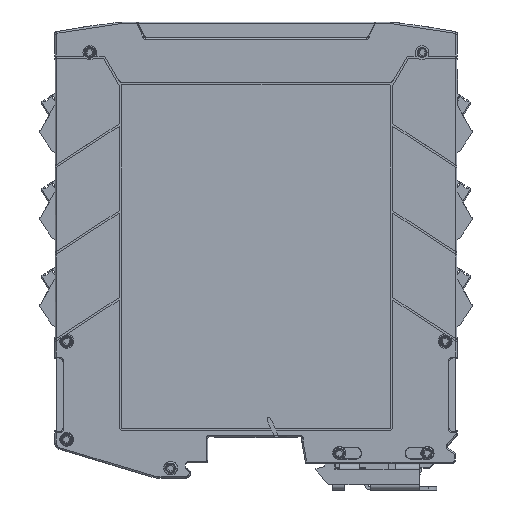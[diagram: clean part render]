
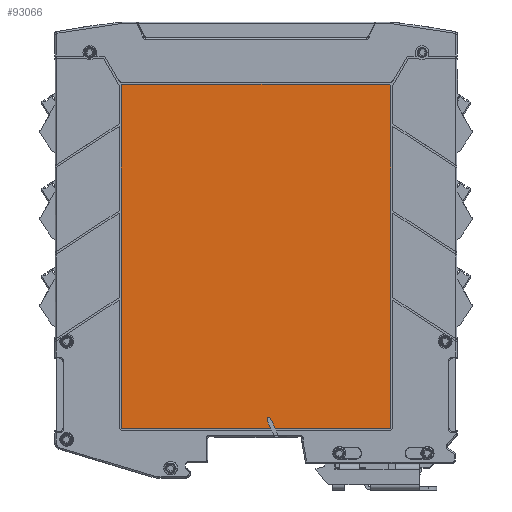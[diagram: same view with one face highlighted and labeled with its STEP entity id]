
A CAD part, left-side view. The second image highlights one B-rep face of the part: STEP entity #93066.
In plain terms, the highlighted planar face has unit normal (-1, 0, 0).
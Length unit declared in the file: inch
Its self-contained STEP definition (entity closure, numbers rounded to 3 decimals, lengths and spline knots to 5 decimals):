
#787 = AXIS2_PLACEMENT_3D ( 'NONE', #52438, #85245, #77194 ) ;
#2456 = LINE ( 'NONE', #34159, #75007 ) ;
#8654 = LINE ( 'NONE', #81217, #89632 ) ;
#8978 = PLANE ( 'NONE',  #51232 ) ;
#9507 = ORIENTED_EDGE ( 'NONE', *, *, #26620, .F. ) ;
#9676 = DIRECTION ( 'NONE',  ( 0., 0., -1. ) ) ;
#9813 = EDGE_CURVE ( 'NONE', #38143, #52635, #96522, .T. ) ;
#11039 = DIRECTION ( 'NONE',  ( 0., 1., 0. ) ) ;
#11839 = VERTEX_POINT ( 'NONE', #86773 ) ;
#12723 = CARTESIAN_POINT ( 'NONE',  ( -0.24803, -0.11331, -3.90598 ) ) ;
#13045 = AXIS2_PLACEMENT_3D ( 'NONE', #46094, #78921, #53612 ) ;
#13956 = CARTESIAN_POINT ( 'NONE',  ( -0.24803, -0.13165, -3.8981 ) ) ;
#14547 = DIRECTION ( 'NONE',  ( 0., 0., -1. ) ) ;
#14741 = AXIS2_PLACEMENT_3D ( 'NONE', #26677, #98350, #57506 ) ;
#14846 = CARTESIAN_POINT ( 'NONE',  ( -0.24803, -1.3189, -4.00394 ) ) ;
#17443 = CARTESIAN_POINT ( 'NONE',  ( -0.24803, -0.14672, -4.00394 ) ) ;
#17615 = CARTESIAN_POINT ( 'NONE',  ( -0.24803, 1.29921, -3.98425 ) ) ;
#17649 = CARTESIAN_POINT ( 'NONE',  ( -0.24803, -1.3189, -3.98425 ) ) ;
#18574 = AXIS2_PLACEMENT_3D ( 'NONE', #17615, #56388, #75172 ) ;
#18607 = ORIENTED_EDGE ( 'NONE', *, *, #20537, .F. ) ;
#18948 = CARTESIAN_POINT ( 'NONE',  ( -0.24803, -1.3189, -0.66142 ) ) ;
#19627 = CIRCLE ( 'NONE', #787, 0.02362 ) ;
#20537 = EDGE_CURVE ( 'NONE', #98342, #38143, #19627, .T. ) ;
#21855 = CARTESIAN_POINT ( 'NONE',  ( -0.24803, 1.3189, -3.98425 ) ) ;
#21941 = VERTEX_POINT ( 'NONE', #88587 ) ;
#22598 = CARTESIAN_POINT ( 'NONE',  ( -0.24803, 0.69245, -4.3841 ) ) ;
#22909 = CARTESIAN_POINT ( 'NONE',  ( -0.24803, -1.29921, -4.00394 ) ) ;
#24153 = CIRCLE ( 'NONE', #51362, 0.01969 ) ;
#26175 = ORIENTED_EDGE ( 'NONE', *, *, #86157, .T. ) ;
#26620 = EDGE_CURVE ( 'NONE', #43045, #79683, #2456, .T. ) ;
#26677 = CARTESIAN_POINT ( 'NONE',  ( -0.24803, 0.69245, -4.3841 ) ) ;
#28125 = AXIS2_PLACEMENT_3D ( 'NONE', #22598, #62941, #14547 ) ;
#28505 = CIRCLE ( 'NONE', #13045, 0.00787 ) ;
#28636 = EDGE_CURVE ( 'NONE', #21941, #91053, #78772, .T. ) ;
#29751 = EDGE_CURVE ( 'NONE', #102477, #49129, #95659, .T. ) ;
#34156 = EDGE_CURVE ( 'NONE', #49129, #11839, #99403, .T. ) ;
#34159 = CARTESIAN_POINT ( 'NONE',  ( -0.24803, 1.3189, -4.00394 ) ) ;
#35183 = DIRECTION ( 'NONE',  ( 0., 0., 1. ) ) ;
#35444 = VERTEX_POINT ( 'NONE', #17443 ) ;
#35757 = CIRCLE ( 'NONE', #106398, 0.02362 ) ;
#36158 = ORIENTED_EDGE ( 'NONE', *, *, #59917, .F. ) ;
#38143 = VERTEX_POINT ( 'NONE', #18948 ) ;
#39648 = DIRECTION ( 'NONE',  ( 1., 0., 0. ) ) ;
#40433 = CARTESIAN_POINT ( 'NONE',  ( -0.24803, -0.11331, -3.93747 ) ) ;
#42672 = VERTEX_POINT ( 'NONE', #13956 ) ;
#43045 = VERTEX_POINT ( 'NONE', #22909 ) ;
#43118 = ORIENTED_EDGE ( 'NONE', *, *, #48304, .T. ) ;
#44078 = EDGE_CURVE ( 'NONE', #35444, #21941, #45518, .T. ) ;
#45518 = LINE ( 'NONE', #76757, #95045 ) ;
#45958 = ORIENTED_EDGE ( 'NONE', *, *, #104291, .F. ) ;
#46094 = CARTESIAN_POINT ( 'NONE',  ( -0.24803, -0.13165, -3.90598 ) ) ;
#47061 = VERTEX_POINT ( 'NONE', #90782 ) ;
#48304 = EDGE_CURVE ( 'NONE', #42672, #47061, #28505, .T. ) ;
#48398 = ORIENTED_EDGE ( 'NONE', *, *, #72507, .F. ) ;
#49129 = VERTEX_POINT ( 'NONE', #12723 ) ;
#49819 = FACE_OUTER_BOUND ( 'NONE', #79956, .T. ) ;
#50860 = DIRECTION ( 'NONE',  ( 1., 0., 0. ) ) ;
#51232 = AXIS2_PLACEMENT_3D ( 'NONE', #74552, #50860, #52436 ) ;
#51362 = AXIS2_PLACEMENT_3D ( 'NONE', #68226, #83297, #9676 ) ;
#51855 = EDGE_CURVE ( 'NONE', #11839, #42672, #63568, .T. ) ;
#51870 = LINE ( 'NONE', #87733, #53214 ) ;
#52436 = DIRECTION ( 'NONE',  ( 0., 0., -1. ) ) ;
#52438 = CARTESIAN_POINT ( 'NONE',  ( -0.24803, -1.29528, -0.66142 ) ) ;
#52635 = VERTEX_POINT ( 'NONE', #17649 ) ;
#53048 = AXIS2_PLACEMENT_3D ( 'NONE', #81074, #39648, #71433 ) ;
#53214 = VECTOR ( 'NONE', #78636, 39.37008 ) ;
#53612 = DIRECTION ( 'NONE',  ( 0., 0., 1. ) ) ;
#55241 = EDGE_CURVE ( 'NONE', #92324, #98342, #51870, .T. ) ;
#56388 = DIRECTION ( 'NONE',  ( 1., 0., 0. ) ) ;
#57506 = DIRECTION ( 'NONE',  ( 0., 0., -1. ) ) ;
#57710 = CARTESIAN_POINT ( 'NONE',  ( -0.24803, 1.3189, -0.66142 ) ) ;
#58076 = DIRECTION ( 'NONE',  ( 0., 0., 1. ) ) ;
#59401 = CARTESIAN_POINT ( 'NONE',  ( -0.24803, 1.29528, -0.6378 ) ) ;
#59917 = EDGE_CURVE ( 'NONE', #91053, #78914, #8654, .T. ) ;
#62941 = DIRECTION ( 'NONE',  ( 1., 0., 0. ) ) ;
#63568 = LINE ( 'NONE', #70041, #87388 ) ;
#67970 = CIRCLE ( 'NONE', #14741, 0.92126 ) ;
#68226 = CARTESIAN_POINT ( 'NONE',  ( -0.24803, -1.29921, -3.98425 ) ) ;
#68485 = ORIENTED_EDGE ( 'NONE', *, *, #44078, .F. ) ;
#69737 = ORIENTED_EDGE ( 'NONE', *, *, #51855, .T. ) ;
#70041 = CARTESIAN_POINT ( 'NONE',  ( -0.24803, -0.11331, -3.8981 ) ) ;
#71433 = DIRECTION ( 'NONE',  ( 0., 0., 1. ) ) ;
#72507 = EDGE_CURVE ( 'NONE', #78914, #92324, #35757, .T. ) ;
#74521 = CIRCLE ( 'NONE', #28125, 0.96063 ) ;
#74552 = CARTESIAN_POINT ( 'NONE',  ( -0.24803, 0., -3.14961 ) ) ;
#75007 = VECTOR ( 'NONE', #11039, 39.37008 ) ;
#75172 = DIRECTION ( 'NONE',  ( 0., 0., -1. ) ) ;
#76757 = CARTESIAN_POINT ( 'NONE',  ( -0.24803, 1.3189, -4.00394 ) ) ;
#77194 = DIRECTION ( 'NONE',  ( 0., 0., -1. ) ) ;
#77284 = DIRECTION ( 'NONE',  ( 0., 1., 0. ) ) ;
#77817 = ORIENTED_EDGE ( 'NONE', *, *, #29751, .T. ) ;
#78636 = DIRECTION ( 'NONE',  ( 0., -1., 0. ) ) ;
#78772 = CIRCLE ( 'NONE', #18574, 0.01969 ) ;
#78914 = VERTEX_POINT ( 'NONE', #57710 ) ;
#78921 = DIRECTION ( 'NONE',  ( 1., 0., 0. ) ) ;
#79683 = VERTEX_POINT ( 'NONE', #89381 ) ;
#79956 = EDGE_LOOP ( 'NONE', ( #105957, #101984, #18607, #94044, #48398, #36158, #85936, #68485, #45958, #77817, #85747, #69737, #43118, #26175, #9507 ) ) ;
#80444 = DIRECTION ( 'NONE',  ( 0., 0., -1. ) ) ;
#81074 = CARTESIAN_POINT ( 'NONE',  ( -0.24803, -0.12118, -3.90598 ) ) ;
#81217 = CARTESIAN_POINT ( 'NONE',  ( -0.24803, 1.3189, -0.6378 ) ) ;
#81450 = VECTOR ( 'NONE', #80444, 39.37008 ) ;
#83297 = DIRECTION ( 'NONE',  ( 1., 0., 0. ) ) ;
#85245 = DIRECTION ( 'NONE',  ( 1., 0., 0. ) ) ;
#85747 = ORIENTED_EDGE ( 'NONE', *, *, #34156, .T. ) ;
#85936 = ORIENTED_EDGE ( 'NONE', *, *, #28636, .F. ) ;
#86157 = EDGE_CURVE ( 'NONE', #47061, #79683, #74521, .T. ) ;
#86773 = CARTESIAN_POINT ( 'NONE',  ( -0.24803, -0.12118, -3.8981 ) ) ;
#87388 = VECTOR ( 'NONE', #95816, 39.37008 ) ;
#87733 = CARTESIAN_POINT ( 'NONE',  ( -0.24803, -1.34207, -0.6378 ) ) ;
#88130 = CARTESIAN_POINT ( 'NONE',  ( -0.24803, -0.11331, -3.93747 ) ) ;
#88587 = CARTESIAN_POINT ( 'NONE',  ( -0.24803, 1.29921, -4.00394 ) ) ;
#88662 = DIRECTION ( 'NONE',  ( 0., 0., 1. ) ) ;
#89381 = CARTESIAN_POINT ( 'NONE',  ( -0.24803, -0.18976, -4.00394 ) ) ;
#89632 = VECTOR ( 'NONE', #58076, 39.37008 ) ;
#90782 = CARTESIAN_POINT ( 'NONE',  ( -0.24803, -0.13847, -3.90203 ) ) ;
#91053 = VERTEX_POINT ( 'NONE', #21855 ) ;
#92324 = VERTEX_POINT ( 'NONE', #59401 ) ;
#93066 = ADVANCED_FACE ( 'NONE', ( #49819 ), #8978, .F. ) ;
#94044 = ORIENTED_EDGE ( 'NONE', *, *, #55241, .F. ) ;
#94305 = DIRECTION ( 'NONE',  ( 1., 0., 0. ) ) ;
#95045 = VECTOR ( 'NONE', #77284, 39.37008 ) ;
#95229 = EDGE_CURVE ( 'NONE', #52635, #43045, #24153, .T. ) ;
#95659 = LINE ( 'NONE', #88130, #105632 ) ;
#95816 = DIRECTION ( 'NONE',  ( 0., -1., 0. ) ) ;
#96522 = LINE ( 'NONE', #14846, #81450 ) ;
#97184 = CARTESIAN_POINT ( 'NONE',  ( -0.24803, -1.29528, -0.6378 ) ) ;
#98342 = VERTEX_POINT ( 'NONE', #97184 ) ;
#98350 = DIRECTION ( 'NONE',  ( 1., 0., 0. ) ) ;
#99403 = CIRCLE ( 'NONE', #53048, 0.00787 ) ;
#101984 = ORIENTED_EDGE ( 'NONE', *, *, #9813, .F. ) ;
#102477 = VERTEX_POINT ( 'NONE', #40433 ) ;
#102914 = CARTESIAN_POINT ( 'NONE',  ( -0.24803, 1.29528, -0.66142 ) ) ;
#104291 = EDGE_CURVE ( 'NONE', #102477, #35444, #67970, .T. ) ;
#105632 = VECTOR ( 'NONE', #88662, 39.37008 ) ;
#105957 = ORIENTED_EDGE ( 'NONE', *, *, #95229, .F. ) ;
#106398 = AXIS2_PLACEMENT_3D ( 'NONE', #102914, #94305, #35183 ) ;
